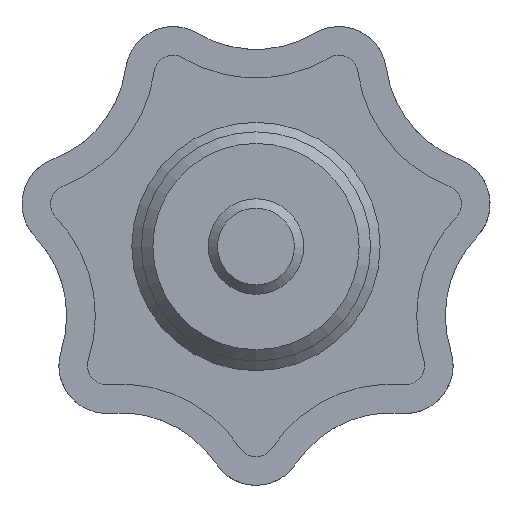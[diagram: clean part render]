
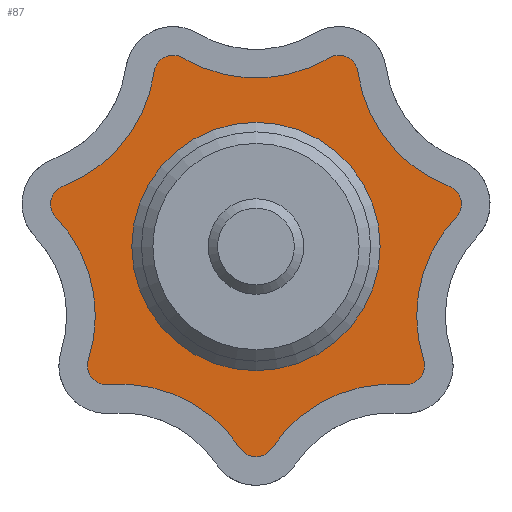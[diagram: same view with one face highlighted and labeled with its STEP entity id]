
A CAD part, front view. The second image highlights one B-rep face of the part: STEP entity #87.
In plain terms, the highlighted planar face has unit normal (0, -1, 0).
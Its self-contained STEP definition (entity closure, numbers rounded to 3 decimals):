
#87 = ADVANCED_FACE( '', ( #207, #208 ), #209, .F. );
#207 = FACE_OUTER_BOUND( '', #365, .T. );
#208 = FACE_BOUND( '', #366, .T. );
#209 = PLANE( '', #367 );
#365 = EDGE_LOOP( '', ( #552, #553, #554, #555, #556, #557, #558, #559, #560, #561, #562, #563, #564, #565 ) );
#366 = EDGE_LOOP( '', ( #566 ) );
#367 = AXIS2_PLACEMENT_3D( '', #567, #568, #569 );
#552 = ORIENTED_EDGE( '', *, *, #913, .T. );
#553 = ORIENTED_EDGE( '', *, *, #914, .F. );
#554 = ORIENTED_EDGE( '', *, *, #915, .T. );
#555 = ORIENTED_EDGE( '', *, *, #916, .F. );
#556 = ORIENTED_EDGE( '', *, *, #917, .T. );
#557 = ORIENTED_EDGE( '', *, *, #918, .F. );
#558 = ORIENTED_EDGE( '', *, *, #919, .T. );
#559 = ORIENTED_EDGE( '', *, *, #888, .F. );
#560 = ORIENTED_EDGE( '', *, *, #920, .T. );
#561 = ORIENTED_EDGE( '', *, *, #921, .F. );
#562 = ORIENTED_EDGE( '', *, *, #922, .T. );
#563 = ORIENTED_EDGE( '', *, *, #900, .F. );
#564 = ORIENTED_EDGE( '', *, *, #891, .T. );
#565 = ORIENTED_EDGE( '', *, *, #923, .F. );
#566 = ORIENTED_EDGE( '', *, *, #924, .T. );
#567 = CARTESIAN_POINT( '', ( -11.864, 13., -4.933 ) );
#568 = DIRECTION( '', ( 0., 1., 0. ) );
#569 = DIRECTION( '', ( 0., 0., 1. ) );
#888 = EDGE_CURVE( '', #1048, #1043, #1050, .T. );
#891 = EDGE_CURVE( '', #1055, #1052, #1056, .T. );
#900 = EDGE_CURVE( '', #1055, #1066, #1070, .T. );
#913 = EDGE_CURVE( '', #1091, #1092, #1093, .T. );
#914 = EDGE_CURVE( '', #1094, #1092, #1095, .T. );
#915 = EDGE_CURVE( '', #1094, #1096, #1097, .T. );
#916 = EDGE_CURVE( '', #1098, #1096, #1099, .T. );
#917 = EDGE_CURVE( '', #1098, #1100, #1101, .T. );
#918 = EDGE_CURVE( '', #1102, #1100, #1103, .T. );
#919 = EDGE_CURVE( '', #1102, #1043, #1104, .T. );
#920 = EDGE_CURVE( '', #1048, #1105, #1106, .T. );
#921 = EDGE_CURVE( '', #1107, #1105, #1108, .T. );
#922 = EDGE_CURVE( '', #1107, #1066, #1109, .T. );
#923 = EDGE_CURVE( '', #1091, #1052, #1110, .T. );
#924 = EDGE_CURVE( '', #1111, #1111, #1112, .T. );
#1043 = VERTEX_POINT( '', #1290 );
#1048 = VERTEX_POINT( '', #1296 );
#1050 = CIRCLE( '', #1299, 1. );
#1052 = VERTEX_POINT( '', #1301 );
#1055 = VERTEX_POINT( '', #1305 );
#1056 = CIRCLE( '', #1306, 7.5 );
#1066 = VERTEX_POINT( '', #1317 );
#1070 = CIRCLE( '', #1322, 1. );
#1091 = VERTEX_POINT( '', #1365 );
#1092 = VERTEX_POINT( '', #1366 );
#1093 = CIRCLE( '', #1367, 7.5 );
#1094 = VERTEX_POINT( '', #1368 );
#1095 = CIRCLE( '', #1369, 1. );
#1096 = VERTEX_POINT( '', #1370 );
#1097 = CIRCLE( '', #1371, 7.5 );
#1098 = VERTEX_POINT( '', #1372 );
#1099 = CIRCLE( '', #1373, 1. );
#1100 = VERTEX_POINT( '', #1374 );
#1101 = CIRCLE( '', #1375, 7.5 );
#1102 = VERTEX_POINT( '', #1376 );
#1103 = CIRCLE( '', #1377, 1. );
#1104 = CIRCLE( '', #1378, 7.5 );
#1105 = VERTEX_POINT( '', #1379 );
#1106 = CIRCLE( '', #1380, 7.5 );
#1107 = VERTEX_POINT( '', #1381 );
#1108 = CIRCLE( '', #1382, 1. );
#1109 = CIRCLE( '', #1383, 7.5 );
#1110 = CIRCLE( '', #1384, 1. );
#1111 = VERTEX_POINT( '', #1385 );
#1112 = CIRCLE( '', #1386, 6.5 );
#1290 = CARTESIAN_POINT( '', ( 10.474, 13., 1.536 ) );
#1296 = CARTESIAN_POINT( '', ( 10.103, 13., 3.16 ) );
#1299 = AXIS2_PLACEMENT_3D( '', #1779, #1780, #1781 );
#1301 = CARTESIAN_POINT( '', ( -10.103, 13., 3.16 ) );
#1305 = CARTESIAN_POINT( '', ( -5.329, 13., 9.147 ) );
#1306 = AXIS2_PLACEMENT_3D( '', #1783, #1784, #1785 );
#1317 = CARTESIAN_POINT( '', ( -3.828, 13., 9.87 ) );
#1322 = AXIS2_PLACEMENT_3D( '', #1800, #1801, #1802 );
#1365 = CARTESIAN_POINT( '', ( -10.474, 13., 1.536 ) );
#1366 = CARTESIAN_POINT( '', ( -8.77, 13., -5.929 ) );
#1367 = AXIS2_PLACEMENT_3D( '', #1817, #1818, #1819 );
#1368 = CARTESIAN_POINT( '', ( -7.732, 13., -7.231 ) );
#1369 = AXIS2_PLACEMENT_3D( '', #1820, #1821, #1822 );
#1370 = CARTESIAN_POINT( '', ( -0.833, 13., -10.553 ) );
#1371 = AXIS2_PLACEMENT_3D( '', #1823, #1824, #1825 );
#1372 = CARTESIAN_POINT( '', ( 0.833, 13., -10.553 ) );
#1373 = AXIS2_PLACEMENT_3D( '', #1826, #1827, #1828 );
#1374 = CARTESIAN_POINT( '', ( 7.732, 13., -7.231 ) );
#1375 = AXIS2_PLACEMENT_3D( '', #1829, #1830, #1831 );
#1376 = CARTESIAN_POINT( '', ( 8.77, 13., -5.929 ) );
#1377 = AXIS2_PLACEMENT_3D( '', #1832, #1833, #1834 );
#1378 = AXIS2_PLACEMENT_3D( '', #1835, #1836, #1837 );
#1379 = CARTESIAN_POINT( '', ( 5.329, 13., 9.147 ) );
#1380 = AXIS2_PLACEMENT_3D( '', #1838, #1839, #1840 );
#1381 = CARTESIAN_POINT( '', ( 3.828, 13., 9.87 ) );
#1382 = AXIS2_PLACEMENT_3D( '', #1841, #1842, #1843 );
#1383 = AXIS2_PLACEMENT_3D( '', #1844, #1845, #1846 );
#1384 = AXIS2_PLACEMENT_3D( '', #1847, #1848, #1849 );
#1385 = CARTESIAN_POINT( '', ( 6.5, 13., 0. ) );
#1386 = AXIS2_PLACEMENT_3D( '', #1850, #1851, #1852 );
#1779 = CARTESIAN_POINT( '', ( 9.749, 13., 2.225 ) );
#1780 = DIRECTION( '', ( 0., 1., 0. ) );
#1781 = DIRECTION( '', ( 1., 0., 0. ) );
#1783 = CARTESIAN_POINT( '', ( -12.759, 13., 10.175 ) );
#1784 = DIRECTION( '', ( 0., 1., 0. ) );
#1785 = DIRECTION( '', ( 1., 0., 0. ) );
#1800 = CARTESIAN_POINT( '', ( -4.339, 13., 9.01 ) );
#1801 = DIRECTION( '', ( 0., 1., 0. ) );
#1802 = DIRECTION( '', ( 1., 0., 0. ) );
#1817 = CARTESIAN_POINT( '', ( -15.91, 13., -3.631 ) );
#1818 = DIRECTION( '', ( 0., 1., 0. ) );
#1819 = DIRECTION( '', ( 1., 0., 0. ) );
#1820 = CARTESIAN_POINT( '', ( -7.818, 13., -6.235 ) );
#1821 = DIRECTION( '', ( 0., 1., 0. ) );
#1822 = DIRECTION( '', ( 1., 0., 0. ) );
#1823 = CARTESIAN_POINT( '', ( -7.081, 13., -14.703 ) );
#1824 = DIRECTION( '', ( 0., 1., 0. ) );
#1825 = DIRECTION( '', ( 1., 0., 0. ) );
#1826 = CARTESIAN_POINT( '', ( 0., 13., -10. ) );
#1827 = DIRECTION( '', ( 0., 1., 0. ) );
#1828 = DIRECTION( '', ( 1., 0., 0. ) );
#1829 = CARTESIAN_POINT( '', ( 7.081, 13., -14.703 ) );
#1830 = DIRECTION( '', ( 0., 1., 0. ) );
#1831 = DIRECTION( '', ( 1., 0., 0. ) );
#1832 = CARTESIAN_POINT( '', ( 7.818, 13., -6.235 ) );
#1833 = DIRECTION( '', ( 0., 1., 0. ) );
#1834 = DIRECTION( '', ( 1., 0., 0. ) );
#1835 = CARTESIAN_POINT( '', ( 15.91, 13., -3.631 ) );
#1836 = DIRECTION( '', ( 0., 1., 0. ) );
#1837 = DIRECTION( '', ( 1., 0., 0. ) );
#1838 = CARTESIAN_POINT( '', ( 12.759, 13., 10.175 ) );
#1839 = DIRECTION( '', ( 0., 1., 0. ) );
#1840 = DIRECTION( '', ( 1., 0., 0. ) );
#1841 = CARTESIAN_POINT( '', ( 4.339, 13., 9.01 ) );
#1842 = DIRECTION( '', ( 0., 1., 0. ) );
#1843 = DIRECTION( '', ( 1., 0., 0. ) );
#1844 = CARTESIAN_POINT( '', ( 0., 13., 16.319 ) );
#1845 = DIRECTION( '', ( 0., 1., 0. ) );
#1846 = DIRECTION( '', ( 1., 0., 0. ) );
#1847 = CARTESIAN_POINT( '', ( -9.749, 13., 2.225 ) );
#1848 = DIRECTION( '', ( 0., 1., 0. ) );
#1849 = DIRECTION( '', ( 1., 0., 0. ) );
#1850 = CARTESIAN_POINT( '', ( 0., 13., 0. ) );
#1851 = DIRECTION( '', ( 0., 1., 0. ) );
#1852 = DIRECTION( '', ( 1., 0., 0. ) );
